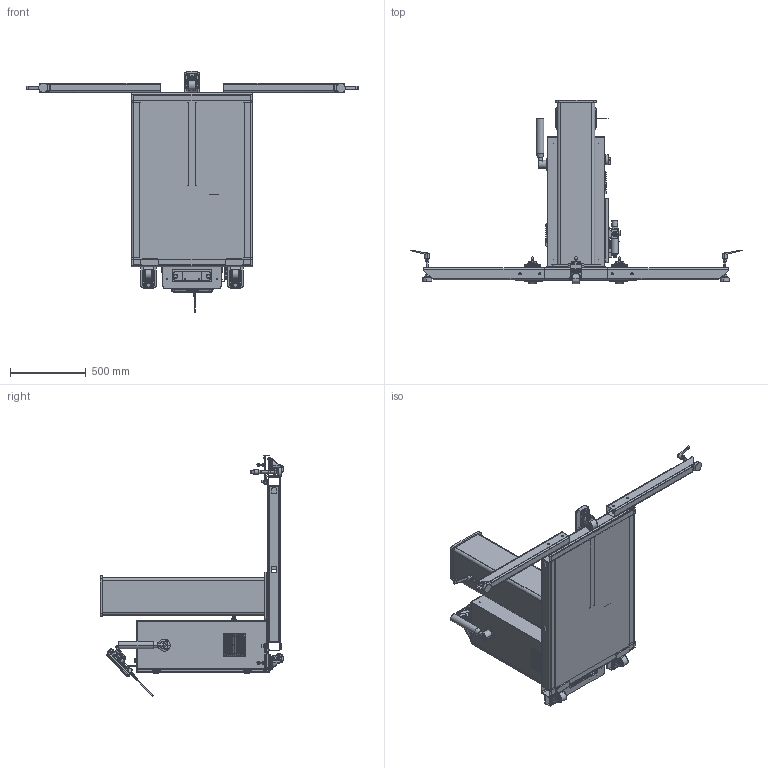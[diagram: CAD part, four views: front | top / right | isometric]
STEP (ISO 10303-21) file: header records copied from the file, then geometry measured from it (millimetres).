
FILE_DESCRIPTION (( 'STEP AP203' ), '1' );
FILE_NAME ('生态套件-码垛工作站-固定立柱版本.STEP', '2024-11-08T07:52:10', ( '' ), ( '' ), 'SwSTEP 2.0', 'SolidWorks 2018', '' );
FILE_SCHEMA (( 'CONFIG_CONTROL_DESIGN' ));
Products named in the file (1): 生态套件-码垛工作站-固定立柱版本
Bounding box: 2198 x 1217.09 x 1596.72 mm (x, y, z)
Surface area: 11796620.1 mm2 (no closed solid volume)
Topology: 0 solids, 665 shells, 2346 faces, 10758 edges, 8758 vertices
Faces by surface type: plane 1081, cylinder 739, bspline 317, cone 126, torus 67, sphere 16
Entity records: 194140 total; most frequent: CARTESIAN_POINT 113680, DIRECTION 15050, ORIENTED_EDGE 14023, EDGE_CURVE 10738, VERTEX_POINT 8753, LINE 5392, VECTOR 5392, AXIS2_PLACEMENT_3D 4829
